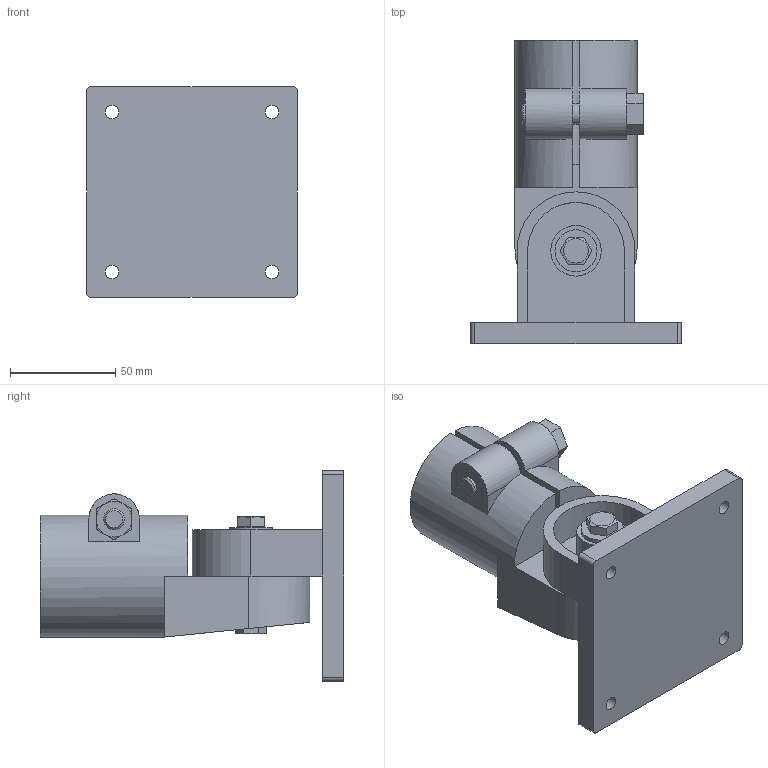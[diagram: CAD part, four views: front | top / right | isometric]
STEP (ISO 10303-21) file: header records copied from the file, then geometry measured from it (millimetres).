
FILE_DESCRIPTION( ( 'STEP AP214' ), '1' );
FILE_NAME( 'K0490.540.stp', '2020-12-08T10:29:27', ( '' ), ( '' ), ' ', 'PARTsolutions', ' ' );
FILE_SCHEMA( ( 'AUTOMOTIVE_DESIGN { 1 0 10303 214 1 1 1 1 }' ) );
Length unit declared in the file: millimetre
Products named in the file (6): K0490.540; _K0490.540_a; _K0490.540_b; _K1145.08; _K0868.10; _K0870.08X35
Assembly tree (5 placements, depth 2):
  K0490.540
    _K0490.540_a
    _K0490.540_b
    _K1145.08
    _K0868.10
    _K0870.08X35
Bounding box: 100 x 144 x 100 mm (x, y, z)
Volume: 289080.2 mm3; surface area: 84361.4 mm2
Topology: 5 solids, 5 shells, 141 faces, 330 edges, 208 vertices
Faces by surface type: plane 84, cylinder 34, cone 23
Full cylindrical faces by diameter (mm): 6.5 x4, 6.647 x1, 8 x1, 10 x2, 10.5 x1, 11 x2, 11.6 x1, 20 x1, 24 x2
Entity records: 5240 total; most frequent: CARTESIAN_POINT 854, DIRECTION 652, ORIENTED_EDGE 616, EDGE_CURVE 308, AXIS2_PLACEMENT_3D 244, VERTEX_POINT 206, EDGE_LOOP 188, LINE 164
